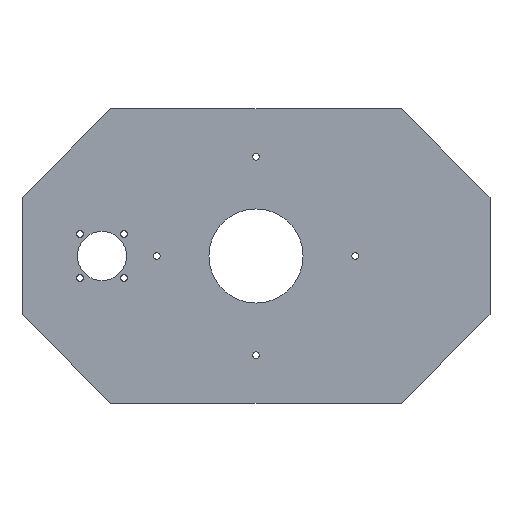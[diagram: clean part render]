
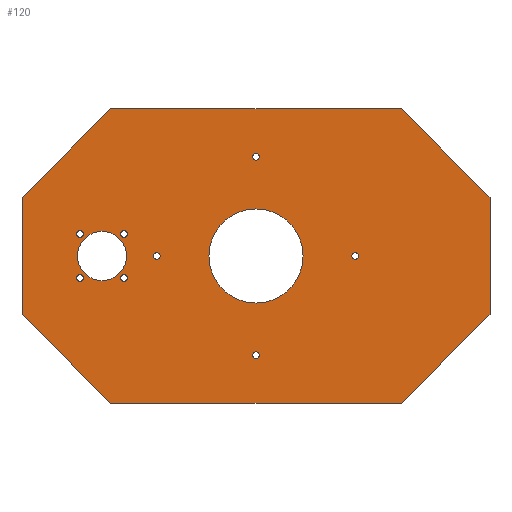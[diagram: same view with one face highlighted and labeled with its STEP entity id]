
A CAD part, top view. The second image highlights one B-rep face of the part: STEP entity #120.
In plain terms, the highlighted planar face has unit normal (0, 0, 1).
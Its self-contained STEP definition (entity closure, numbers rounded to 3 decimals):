
#65=FACE_BOUND('',#169,.T.);
#66=FACE_BOUND('',#170,.T.);
#67=FACE_BOUND('',#171,.T.);
#68=FACE_BOUND('',#172,.T.);
#69=FACE_BOUND('',#173,.T.);
#70=FACE_BOUND('',#174,.T.);
#71=FACE_BOUND('',#175,.T.);
#72=FACE_BOUND('',#176,.T.);
#73=FACE_BOUND('',#177,.T.);
#74=FACE_BOUND('',#178,.T.);
#75=FACE_BOUND('',#179,.T.);
#95=CIRCLE('',#424,21.25);
#105=CIRCLE('',#436,1.5);
#106=CIRCLE('',#437,1.5);
#107=CIRCLE('',#438,1.5);
#108=CIRCLE('',#439,1.5);
#109=CIRCLE('',#440,11.1);
#110=CIRCLE('',#441,1.5);
#111=CIRCLE('',#442,1.5);
#112=CIRCLE('',#443,1.5);
#113=CIRCLE('',#444,1.5);
#120=ADVANCED_FACE('',(#65,#66,#67,#68,#69,#70,#71,#72,#73,#74,#75),#139,
 .T.);
#139=PLANE('',#445);
#169=EDGE_LOOP('',(#238));
#170=EDGE_LOOP('',(#239));
#171=EDGE_LOOP('',(#240));
#172=EDGE_LOOP('',(#241));
#173=EDGE_LOOP('',(#242));
#174=EDGE_LOOP('',(#243));
#175=EDGE_LOOP('',(#244));
#176=EDGE_LOOP('',(#245));
#177=EDGE_LOOP('',(#246));
#178=EDGE_LOOP('',(#247,#248,#249,#250,#251,#252,#253,#254));
#179=EDGE_LOOP('',(#255));
#238=ORIENTED_EDGE('',*,*,#357,.F.);
#239=ORIENTED_EDGE('',*,*,#358,.F.);
#240=ORIENTED_EDGE('',*,*,#359,.F.);
#241=ORIENTED_EDGE('',*,*,#360,.F.);
#242=ORIENTED_EDGE('',*,*,#361,.F.);
#243=ORIENTED_EDGE('',*,*,#362,.F.);
#244=ORIENTED_EDGE('',*,*,#363,.F.);
#245=ORIENTED_EDGE('',*,*,#364,.F.);
#246=ORIENTED_EDGE('',*,*,#365,.F.);
#247=ORIENTED_EDGE('',*,*,#340,.T.);
#248=ORIENTED_EDGE('',*,*,#366,.T.);
#249=ORIENTED_EDGE('',*,*,#326,.T.);
#250=ORIENTED_EDGE('',*,*,#367,.T.);
#251=ORIENTED_EDGE('',*,*,#330,.T.);
#252=ORIENTED_EDGE('',*,*,#368,.T.);
#253=ORIENTED_EDGE('',*,*,#334,.T.);
#254=ORIENTED_EDGE('',*,*,#369,.T.);
#255=ORIENTED_EDGE('',*,*,#343,.T.);
#290=VERTEX_POINT('',#567);
#291=VERTEX_POINT('',#568);
#294=VERTEX_POINT('',#576);
#295=VERTEX_POINT('',#577);
#298=VERTEX_POINT('',#585);
#299=VERTEX_POINT('',#586);
#304=VERTEX_POINT('',#597);
#305=VERTEX_POINT('',#599);
#307=VERTEX_POINT('',#605);
#317=VERTEX_POINT('',#631);
#318=VERTEX_POINT('',#633);
#319=VERTEX_POINT('',#635);
#320=VERTEX_POINT('',#637);
#321=VERTEX_POINT('',#639);
#322=VERTEX_POINT('',#641);
#323=VERTEX_POINT('',#643);
#324=VERTEX_POINT('',#645);
#325=VERTEX_POINT('',#647);
#326=EDGE_CURVE('',#290,#291,#370,.T.);
#330=EDGE_CURVE('',#294,#295,#374,.T.);
#334=EDGE_CURVE('',#298,#299,#378,.T.);
#340=EDGE_CURVE('',#305,#304,#384,.T.);
#343=EDGE_CURVE('',#307,#307,#95,.T.);
#357=EDGE_CURVE('',#317,#317,#105,.T.);
#358=EDGE_CURVE('',#318,#318,#106,.T.);
#359=EDGE_CURVE('',#319,#319,#107,.T.);
#360=EDGE_CURVE('',#320,#320,#108,.T.);
#361=EDGE_CURVE('',#321,#321,#109,.T.);
#362=EDGE_CURVE('',#322,#322,#110,.T.);
#363=EDGE_CURVE('',#323,#323,#111,.T.);
#364=EDGE_CURVE('',#324,#324,#112,.T.);
#365=EDGE_CURVE('',#325,#325,#113,.T.);
#366=EDGE_CURVE('',#304,#290,#390,.T.);
#367=EDGE_CURVE('',#291,#294,#391,.T.);
#368=EDGE_CURVE('',#295,#298,#392,.T.);
#369=EDGE_CURVE('',#299,#305,#393,.T.);
#370=LINE('',#566,#394);
#374=LINE('',#575,#398);
#378=LINE('',#584,#402);
#384=LINE('',#598,#408);
#390=LINE('',#648,#414);
#391=LINE('',#649,#415);
#392=LINE('',#650,#416);
#393=LINE('',#651,#417);
#394=VECTOR('',#461,1.);
#398=VECTOR('',#467,1.);
#402=VECTOR('',#473,1.);
#408=VECTOR('',#481,1.);
#414=VECTOR('',#533,1.);
#415=VECTOR('',#534,1.);
#416=VECTOR('',#535,1.);
#417=VECTOR('',#536,1.);
#424=AXIS2_PLACEMENT_3D('',#604,#487,#488);
#436=AXIS2_PLACEMENT_3D('',#630,#515,#516);
#437=AXIS2_PLACEMENT_3D('',#632,#517,#518);
#438=AXIS2_PLACEMENT_3D('',#634,#519,#520);
#439=AXIS2_PLACEMENT_3D('',#636,#521,#522);
#440=AXIS2_PLACEMENT_3D('',#638,#523,#524);
#441=AXIS2_PLACEMENT_3D('',#640,#525,#526);
#442=AXIS2_PLACEMENT_3D('',#642,#527,#528);
#443=AXIS2_PLACEMENT_3D('',#644,#529,#530);
#444=AXIS2_PLACEMENT_3D('',#646,#531,#532);
#445=AXIS2_PLACEMENT_3D('',#652,#537,#538);
#461=DIRECTION('',(0.,-1.,0.));
#467=DIRECTION('',(1.,0.,0.));
#473=DIRECTION('',(0.,1.,0.));
#481=DIRECTION('',(-1.,0.,0.));
#487=DIRECTION('',(0.,0.,-1.));
#488=DIRECTION('',(1.,0.,0.));
#515=DIRECTION('',(0.,0.,1.));
#516=DIRECTION('',(1.,0.,0.));
#517=DIRECTION('',(0.,0.,1.));
#518=DIRECTION('',(1.,0.,0.));
#519=DIRECTION('',(0.,0.,1.));
#520=DIRECTION('',(1.,0.,0.));
#521=DIRECTION('',(0.,0.,1.));
#522=DIRECTION('',(1.,0.,0.));
#523=DIRECTION('',(0.,0.,1.));
#524=DIRECTION('',(1.,0.,0.));
#525=DIRECTION('',(0.,0.,1.));
#526=DIRECTION('',(1.,0.,0.));
#527=DIRECTION('',(0.,0.,1.));
#528=DIRECTION('',(1.,0.,0.));
#529=DIRECTION('',(0.,0.,1.));
#530=DIRECTION('',(1.,0.,0.));
#531=DIRECTION('',(0.,0.,1.));
#532=DIRECTION('',(1.,0.,0.));
#533=DIRECTION('',(-0.707,-0.707,0.));
#534=DIRECTION('',(0.707,-0.707,0.));
#535=DIRECTION('',(0.707,0.707,0.));
#536=DIRECTION('',(-0.707,0.707,0.));
#537=DIRECTION('',(0.,0.,1.));
#538=DIRECTION('',(1.,0.,0.));
#566=CARTESIAN_POINT('',(-105.611,66.472,2.));
#567=CARTESIAN_POINT('',(-105.611,26.472,2.));
#568=CARTESIAN_POINT('',(-105.611,-26.472,2.));
#575=CARTESIAN_POINT('',(-105.611,-66.472,2.));
#576=CARTESIAN_POINT('',(-65.611,-66.472,2.));
#577=CARTESIAN_POINT('',(65.611,-66.472,2.));
#584=CARTESIAN_POINT('',(105.611,-66.472,2.));
#585=CARTESIAN_POINT('',(105.611,-26.472,2.));
#586=CARTESIAN_POINT('',(105.611,26.472,2.));
#597=CARTESIAN_POINT('',(-65.611,66.472,2.));
#598=CARTESIAN_POINT('',(105.611,66.472,2.));
#599=CARTESIAN_POINT('',(65.611,66.472,2.));
#604=CARTESIAN_POINT('',(0.,0.,2.));
#605=CARTESIAN_POINT('',(21.25,0.,2.));
#630=CARTESIAN_POINT('',(-79.399,-9.899,2.));
#631=CARTESIAN_POINT('',(-77.899,-9.899,2.));
#632=CARTESIAN_POINT('',(-79.399,9.899,2.));
#633=CARTESIAN_POINT('',(-77.899,9.899,2.));
#634=CARTESIAN_POINT('',(-59.601,9.899,2.));
#635=CARTESIAN_POINT('',(-58.101,9.899,2.));
#636=CARTESIAN_POINT('',(-59.601,-9.899,2.));
#637=CARTESIAN_POINT('',(-58.101,-9.899,2.));
#638=CARTESIAN_POINT('',(-69.5,0.,2.));
#639=CARTESIAN_POINT('',(-58.4,0.,2.));
#640=CARTESIAN_POINT('',(-44.75,0.,2.));
#641=CARTESIAN_POINT('',(-43.25,0.,2.));
#642=CARTESIAN_POINT('',(0.,44.75,2.));
#643=CARTESIAN_POINT('',(1.5,44.75,2.));
#644=CARTESIAN_POINT('',(44.75,0.,2.));
#645=CARTESIAN_POINT('',(46.25,0.,2.));
#646=CARTESIAN_POINT('',(0.,-44.75,2.));
#647=CARTESIAN_POINT('',(1.5,-44.75,2.));
#648=CARTESIAN_POINT('',(-66.042,66.042,2.));
#649=CARTESIAN_POINT('',(-66.042,-66.042,2.));
#650=CARTESIAN_POINT('',(66.042,-66.042,2.));
#651=CARTESIAN_POINT('',(66.042,66.042,2.));
#652=CARTESIAN_POINT('',(0.,0.,2.));
